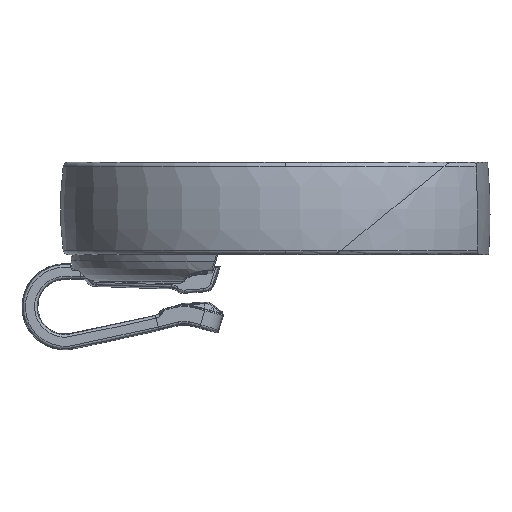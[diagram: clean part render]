
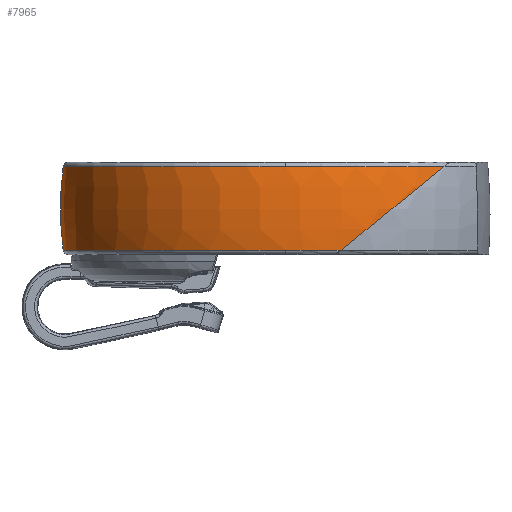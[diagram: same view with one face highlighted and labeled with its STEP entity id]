
A CAD part, left-side view. The second image highlights one B-rep face of the part: STEP entity #7965.
In plain terms, the highlighted toroidal (fillet/blend) face has major radius 8.02 mm and minor radius 30 mm.
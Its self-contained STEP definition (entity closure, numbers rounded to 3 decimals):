
#1600 = DIRECTION ( 'NONE',  ( -1., 0., 0. ) ) ;
#2263 = AXIS2_PLACEMENT_3D ( 'NONE', #10378, #18031, #1600 ) ;
#2275 = EDGE_CURVE ( 'NONE', #40796, #43277, #25648, .T. ) ;
#3261 = ORIENTED_EDGE ( 'NONE', *, *, #2275, .F. ) ;
#4601 = CARTESIAN_POINT ( 'NONE',  ( -16.022, -12.812, 28.198 ) ) ;
#4880 = CARTESIAN_POINT ( 'NONE',  ( -18.617, -9.689, 25.67 ) ) ;
#5126 = EDGE_CURVE ( 'NONE', #21908, #25684, #17310, .T. ) ;
#7965 = ADVANCED_FACE ( 'NONE', ( #17339 ), #9175, .T. ) ;
#8180 = CIRCLE ( 'NONE', #32638, 21.703 ) ;
#9175 = TOROIDAL_SURFACE ( 'NONE', #28396, -8.02, 30. ) ;
#9853 = CARTESIAN_POINT ( 'NONE',  ( 0., 23.683, 20.622 ) ) ;
#10378 = CARTESIAN_POINT ( 'NONE',  ( 0., 1.98, 28.758 ) ) ;
#11442 = AXIS2_PLACEMENT_3D ( 'NONE', #52671, #27415, #19208 ) ;
#13238 = EDGE_LOOP ( 'NONE', ( #3261, #18186, #33264, #30517, #23969, #18775 ) ) ;
#14725 = DIRECTION ( 'NONE',  ( 0., 1., 0. ) ) ;
#16404 = CARTESIAN_POINT ( 'NONE',  ( -16.753, -12.076, 27.603 ) ) ;
#16625 = DIRECTION ( 'NONE',  ( 1., 0., 0. ) ) ;
#16935 = CARTESIAN_POINT ( 'NONE',  ( -18.886, -9.266, 25.328 ) ) ;
#17207 = CARTESIAN_POINT ( 'NONE',  ( -20.651, -5.309, 22.123 ) ) ;
#17310 = B_SPLINE_CURVE_WITH_KNOTS ( 'NONE', 3,
 ( #45493, #4601, #16404, #25666, #33096, #4880, #16935, #21566, #37482, #17207, #38281, #46310 ),
 .UNSPECIFIED., .F., .F.,
 ( 4, 2, 2, 2, 2, 4 ),
 ( 0.001, 0.005, 0.006, 0.008, 0.012, 0.015 ),
 .UNSPECIFIED. ) ;
#17339 = FACE_OUTER_BOUND ( 'NONE', #13238, .T. ) ;
#17605 = DIRECTION ( 'NONE',  ( 0., -1., 0. ) ) ;
#18031 = DIRECTION ( 'NONE',  ( 0., 0., -1. ) ) ;
#18186 = ORIENTED_EDGE ( 'NONE', *, *, #36017, .T. ) ;
#18775 = ORIENTED_EDGE ( 'NONE', *, *, #49517, .T. ) ;
#18813 = DIRECTION ( 'NONE',  ( 1., 0., 0. ) ) ;
#19208 = DIRECTION ( 'NONE',  ( -1., 0., 0. ) ) ;
#19329 = CIRCLE ( 'NONE', #11442, 21.703 ) ;
#19756 = EDGE_CURVE ( 'NONE', #21457, #25684, #42804, .T. ) ;
#20744 = CARTESIAN_POINT ( 'NONE',  ( -15.209, -13.503, 28.758 ) ) ;
#21457 = VERTEX_POINT ( 'NONE', #40600 ) ;
#21566 = CARTESIAN_POINT ( 'NONE',  ( -19.624, -7.981, 24.287 ) ) ;
#21908 = VERTEX_POINT ( 'NONE', #20744 ) ;
#22288 = CARTESIAN_POINT ( 'NONE',  ( 0., 23.683, 28.758 ) ) ;
#23969 = ORIENTED_EDGE ( 'NONE', *, *, #26808, .T. ) ;
#25648 = CIRCLE ( 'NONE', #39692, 30. ) ;
#25666 = CARTESIAN_POINT ( 'NONE',  ( -17.734, -10.909, 26.658 ) ) ;
#25684 = VERTEX_POINT ( 'NONE', #32112 ) ;
#26808 = EDGE_CURVE ( 'NONE', #21908, #37687, #19329, .T. ) ;
#27415 = DIRECTION ( 'NONE',  ( 0., 0., -1. ) ) ;
#27569 = CARTESIAN_POINT ( 'NONE',  ( 0., -6.04, 24.69 ) ) ;
#27855 = AXIS2_PLACEMENT_3D ( 'NONE', #45549, #36472, #53231 ) ;
#28396 = AXIS2_PLACEMENT_3D ( 'NONE', #42285, #42010, #17605 ) ;
#30517 = ORIENTED_EDGE ( 'NONE', *, *, #5126, .F. ) ;
#32112 = CARTESIAN_POINT ( 'NONE',  ( -21.011, -3.456, 20.622 ) ) ;
#32638 = AXIS2_PLACEMENT_3D ( 'NONE', #41569, #36895, #16625 ) ;
#33096 = CARTESIAN_POINT ( 'NONE',  ( -18.041, -10.51, 26.334 ) ) ;
#33264 = ORIENTED_EDGE ( 'NONE', *, *, #19756, .T. ) ;
#36017 = EDGE_CURVE ( 'NONE', #40796, #21457, #8180, .T. ) ;
#36472 = DIRECTION ( 'NONE',  ( 0., 0., 1. ) ) ;
#36895 = DIRECTION ( 'NONE',  ( 0., 0., 1. ) ) ;
#37482 = CARTESIAN_POINT ( 'NONE',  ( -20.025, -7.103, 23.576 ) ) ;
#37687 = VERTEX_POINT ( 'NONE', #45228 ) ;
#38281 = CARTESIAN_POINT ( 'NONE',  ( -20.876, -4.391, 21.38 ) ) ;
#39692 = AXIS2_PLACEMENT_3D ( 'NONE', #27569, #18813, #14725 ) ;
#40600 = CARTESIAN_POINT ( 'NONE',  ( -21.703, 1.98, 20.622 ) ) ;
#40796 = VERTEX_POINT ( 'NONE', #9853 ) ;
#41569 = CARTESIAN_POINT ( 'NONE',  ( 0., 1.98, 20.622 ) ) ;
#42010 = DIRECTION ( 'NONE',  ( 0., 0., 1. ) ) ;
#42285 = CARTESIAN_POINT ( 'NONE',  ( 0., 1.98, 24.69 ) ) ;
#42804 = CIRCLE ( 'NONE', #27855, 21.703 ) ;
#43277 = VERTEX_POINT ( 'NONE', #22288 ) ;
#45228 = CARTESIAN_POINT ( 'NONE',  ( -21.703, 1.98, 28.758 ) ) ;
#45493 = CARTESIAN_POINT ( 'NONE',  ( -15.209, -13.503, 28.758 ) ) ;
#45549 = CARTESIAN_POINT ( 'NONE',  ( 0., 1.98, 20.622 ) ) ;
#46310 = CARTESIAN_POINT ( 'NONE',  ( -21.011, -3.456, 20.622 ) ) ;
#47936 = CIRCLE ( 'NONE', #2263, 21.703 ) ;
#49517 = EDGE_CURVE ( 'NONE', #37687, #43277, #47936, .T. ) ;
#52671 = CARTESIAN_POINT ( 'NONE',  ( 0., 1.98, 28.758 ) ) ;
#53231 = DIRECTION ( 'NONE',  ( 1., 0., 0. ) ) ;
